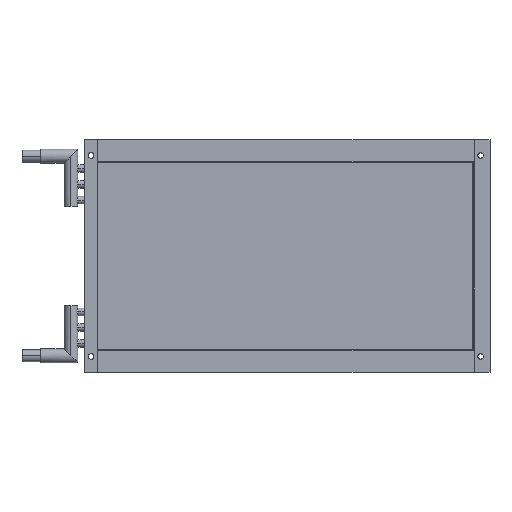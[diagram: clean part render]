
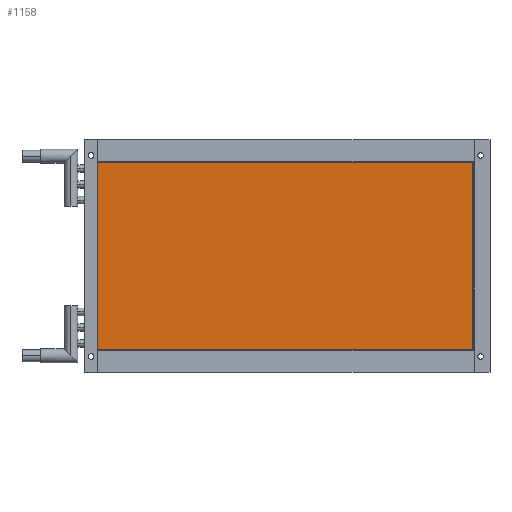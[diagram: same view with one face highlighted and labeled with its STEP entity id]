
A CAD part, top view. The second image highlights one B-rep face of the part: STEP entity #1158.
In plain terms, the highlighted planar face has unit normal (0, 0, 1).
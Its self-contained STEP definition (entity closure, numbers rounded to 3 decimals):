
#1076 = EDGE_LOOP ( 'NONE', ( #1077, #1136, #1137, #1140 ) ) ;
#1077 = ORIENTED_EDGE ( 'NONE', *, *, #1078, .F. ) ;
#1078 = EDGE_CURVE ( 'NONE', #1151, #1079, #3605, .T. ) ;
#1079 = VERTEX_POINT ( 'NONE', #3598 ) ;
#1136 = ORIENTED_EDGE ( 'NONE', *, *, #1150, .T. ) ;
#1137 = ORIENTED_EDGE ( 'NONE', *, *, #1138, .T. ) ;
#1138 = EDGE_CURVE ( 'NONE', #1152, #1139, #3683, .T. ) ;
#1139 = VERTEX_POINT ( 'NONE', #3679 ) ;
#1140 = ORIENTED_EDGE ( 'NONE', *, *, #1141, .F. ) ;
#1141 = EDGE_CURVE ( 'NONE', #1079, #1139, #3678, .T. ) ;
#1150 = EDGE_CURVE ( 'NONE', #1151, #1152, #3724, .T. ) ;
#1151 = VERTEX_POINT ( 'NONE', #3720 ) ;
#1152 = VERTEX_POINT ( 'NONE', #3719 ) ;
#1158 = ADVANCED_FACE ( 'NONE', ( #3710 ), #3709, .F. ) ;
#3598 = CARTESIAN_POINT ( 'NONE',  ( -2.682, 149., 46. ) ) ;
#3599 = DIRECTION ( 'NONE',  ( 1., 0., 0. ) ) ;
#3600 = VECTOR ( 'NONE', #3599, 1000. ) ;
#3601 = CARTESIAN_POINT ( 'NONE',  ( -600., 149., 46. ) ) ;
#3605 = LINE ( 'NONE', #3601, #3600 ) ;
#3675 = DIRECTION ( 'NONE',  ( 0., -1., 0. ) ) ;
#3676 = VECTOR ( 'NONE', #3675, 1000. ) ;
#3677 = CARTESIAN_POINT ( 'NONE',  ( -2.682, 756.862, 46. ) ) ;
#3678 = LINE ( 'NONE', #3677, #3676 ) ;
#3679 = CARTESIAN_POINT ( 'NONE',  ( -2.682, -149., 46. ) ) ;
#3680 = DIRECTION ( 'NONE',  ( 1., 0., 0. ) ) ;
#3681 = VECTOR ( 'NONE', #3680, 1000. ) ;
#3682 = CARTESIAN_POINT ( 'NONE',  ( -600., -149., 46. ) ) ;
#3683 = LINE ( 'NONE', #3682, #3681 ) ;
#3704 = DIRECTION ( 'NONE',  ( -1., 0., 0. ) ) ;
#3705 = DIRECTION ( 'NONE',  ( 0., 0., -1. ) ) ;
#3706 = AXIS2_PLACEMENT_3D ( 'NONE', #3708, #3705, #3704 ) ;
#3708 = CARTESIAN_POINT ( 'NONE',  ( -600., 756.862, 46. ) ) ;
#3709 = PLANE ( 'NONE',  #3706 ) ;
#3710 = FACE_OUTER_BOUND ( 'NONE', #1076, .T. ) ;
#3719 = CARTESIAN_POINT ( 'NONE',  ( -600., -149., 46. ) ) ;
#3720 = CARTESIAN_POINT ( 'NONE',  ( -600., 149., 46. ) ) ;
#3721 = DIRECTION ( 'NONE',  ( 0., -1., 0. ) ) ;
#3722 = VECTOR ( 'NONE', #3721, 1000. ) ;
#3723 = CARTESIAN_POINT ( 'NONE',  ( -600., 756.862, 46. ) ) ;
#3724 = LINE ( 'NONE', #3723, #3722 ) ;
